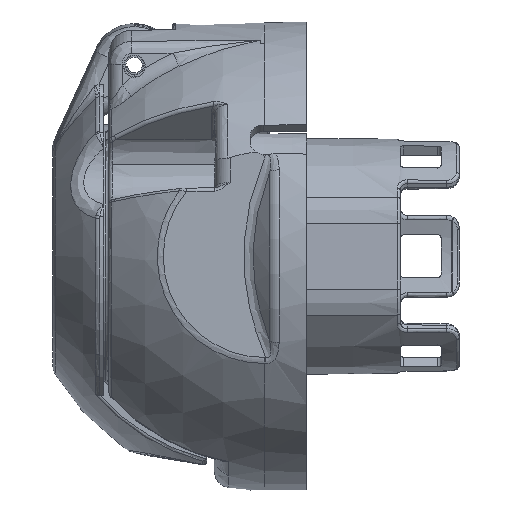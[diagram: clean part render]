
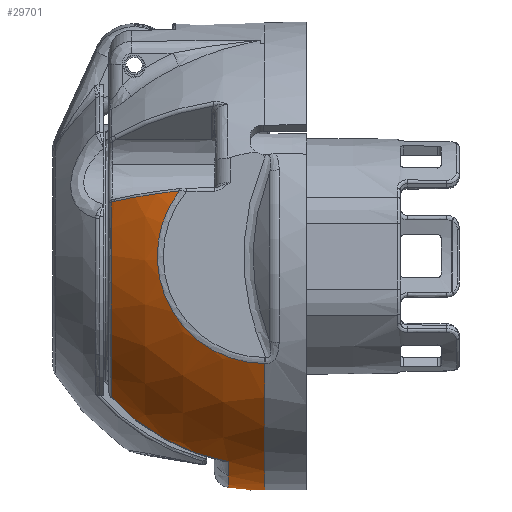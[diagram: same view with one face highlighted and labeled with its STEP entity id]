
A CAD part, left-side view. The second image highlights one B-rep face of the part: STEP entity #29701.
In plain terms, the highlighted spherical face has radius 35.75 mm.
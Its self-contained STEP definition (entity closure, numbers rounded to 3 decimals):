
#8157=CARTESIAN_POINT('',(0.,18.655,0.));
#8158=DIRECTION('',(0.,-1.,0.));
#8159=DIRECTION('',(0.607,0.,-0.794));
#8160=AXIS2_PLACEMENT_3D('',#8157,#8158,#8159);
#8162=CARTESIAN_POINT('',(16.209,-4.891,0.));
#8163=DIRECTION('',(-1.,0.009,0.));
#8164=DIRECTION('',(0.006,0.739,-0.674));
#8165=AXIS2_PLACEMENT_3D('',#8162,#8163,#8164);
#8167=CARTESIAN_POINT('',(-16.209,-4.891,0.));
#8168=DIRECTION('',(1.,0.009,0.));
#8169=DIRECTION('',(-0.002,0.178,-0.984));
#8170=AXIS2_PLACEMENT_3D('',#8167,#8168,#8169);
#8172=CARTESIAN_POINT('',(0.,18.655,0.));
#8173=DIRECTION('',(0.,-1.,0.));
#8174=DIRECTION('',(-0.952,0.,0.307));
#8175=AXIS2_PLACEMENT_3D('',#8172,#8173,#8174);
#8177=CARTESIAN_POINT('',(-25.722,18.655,8.287));
#8178=CARTESIAN_POINT('',(-25.77,18.598,8.296));
#8179=CARTESIAN_POINT('',(-25.866,18.485,8.317));
#8180=CARTESIAN_POINT('',(-26.009,18.313,8.351));
#8181=CARTESIAN_POINT('',(-26.103,18.197,8.376));
#8182=CARTESIAN_POINT('',(-26.149,18.139,8.389));
#8184=CARTESIAN_POINT('',(0.397,-4.737,
1.483));
#8185=DIRECTION('',(0.259,0.009,0.966));
#8186=DIRECTION('',(-0.743,0.64,0.193));
#8187=AXIS2_PLACEMENT_3D('',#8184,#8185,#8186);
#8189=CARTESIAN_POINT('',(-31.778,-4.75,0.));
#8190=DIRECTION('',(1.,0.,0.));
#8191=DIRECTION('',(0.,0.,-1.));
#8192=AXIS2_PLACEMENT_3D('',#8189,#8190,#8191);
#8194=CARTESIAN_POINT('',(0.,-4.75,0.));
#8195=DIRECTION('',(0.,1.,0.));
#8196=DIRECTION('',(-0.07,0.,-0.998));
#8197=AXIS2_PLACEMENT_3D('',#8194,#8195,#8196);
#8199=CARTESIAN_POINT('',(-2.519,-4.728,0.));
#8200=DIRECTION('',(-1.,0.009,0.));
#8201=DIRECTION('',(0.,0.005,-1.));
#8202=AXIS2_PLACEMENT_3D('',#8199,#8200,#8201);
#8204=CARTESIAN_POINT('',(0.,-2.55,0.));
#8205=DIRECTION('',(0.,-1.,0.));
#8206=DIRECTION('',(-0.014,0.,-1.));
#8207=AXIS2_PLACEMENT_3D('',#8204,#8205,#8206);
#8209=CARTESIAN_POINT('',(2.519,-4.728,0.));
#8210=DIRECTION('',(1.,0.009,0.));
#8211=DIRECTION('',(0.,-0.001,-1.));
#8212=AXIS2_PLACEMENT_3D('',#8209,#8210,#8211);
#8214=CARTESIAN_POINT('',(0.,-4.75,0.));
#8215=DIRECTION('',(0.,1.,0.));
#8216=DIRECTION('',(0.889,0.,-0.458));
#8217=AXIS2_PLACEMENT_3D('',#8214,#8215,#8216);
#8219=CARTESIAN_POINT('',(31.778,-4.75,0.));
#8220=DIRECTION('',(-1.,0.,0.));
#8221=DIRECTION('',(0.,0.793,0.61));
#8222=AXIS2_PLACEMENT_3D('',#8219,#8220,#8221);
#8224=CARTESIAN_POINT('',(-0.397,-4.737,
1.483));
#8225=DIRECTION('',(-0.259,0.009,0.966));
#8226=DIRECTION('',(0.901,0.363,0.238));
#8227=AXIS2_PLACEMENT_3D('',#8224,#8225,#8226);
#8229=CARTESIAN_POINT('',(26.149,18.139,8.389));
#8230=CARTESIAN_POINT('',(26.103,18.197,8.376));
#8231=CARTESIAN_POINT('',(26.009,18.313,8.351));
#8232=CARTESIAN_POINT('',(25.866,18.485,8.317));
#8233=CARTESIAN_POINT('',(25.77,18.598,8.296));
#8234=CARTESIAN_POINT('',(25.722,18.655,8.287));
#8330=CARTESIAN_POINT('',(0.,0.787,0.));
#8331=DIRECTION('',(0.,-1.,0.));
#8332=DIRECTION('',(-0.46,0.,-0.888));
#8333=AXIS2_PLACEMENT_3D('',#8330,#8331,#8332);
#9670=CARTESIAN_POINT('',(2.519,-4.75,-35.661));
#9719=CARTESIAN_POINT('',(2.517,-4.533,
-35.661));
#9720=CARTESIAN_POINT('',(2.516,-4.359,
-35.66));
#9721=CARTESIAN_POINT('',(2.467,-4.012,
-35.658));
#9722=CARTESIAN_POINT('',(2.263,-3.528,
-35.659));
#9723=CARTESIAN_POINT('',(1.941,-3.113,
-35.661));
#9724=CARTESIAN_POINT('',(1.523,-2.795,
-35.665));
#9725=CARTESIAN_POINT('',(1.038,-2.595,
-35.671));
#9726=CARTESIAN_POINT('',(0.691,-2.55,-35.676));
#9727=CARTESIAN_POINT('',(0.517,-2.55,-35.678));
#9987=CARTESIAN_POINT('',(-2.519,-4.75,-35.661));
#10171=CARTESIAN_POINT('',(-0.517,-2.55,-35.678));
#10172=CARTESIAN_POINT('',(-0.691,-2.55,-35.676));
#10173=CARTESIAN_POINT('',(-1.038,-2.595,
-35.671));
#10174=CARTESIAN_POINT('',(-1.523,-2.795,
-35.665));
#10175=CARTESIAN_POINT('',(-1.941,-3.113,
-35.661));
#10176=CARTESIAN_POINT('',(-2.263,-3.528,
-35.659));
#10177=CARTESIAN_POINT('',(-2.467,-4.012,
-35.658));
#10178=CARTESIAN_POINT('',(-2.516,-4.359,
-35.66));
#10179=CARTESIAN_POINT('',(-2.517,-4.533,
-35.661));
#15142=CARTESIAN_POINT('',(-16.258,0.787,
-31.354));
#15143=CARTESIAN_POINT('',(16.258,0.787,
-31.354));
#15144=VERTEX_POINT('',#15142);
#15145=VERTEX_POINT('',#15143);
#15166=CARTESIAN_POINT('',(16.414,18.655,
-21.468));
#15167=CARTESIAN_POINT('',(25.722,18.655,8.287));
#15168=VERTEX_POINT('',#15166);
#15169=VERTEX_POINT('',#15167);
#15174=CARTESIAN_POINT('',(-25.722,18.655,
8.287));
#15175=CARTESIAN_POINT('',(-16.414,18.655,
-21.468));
#15176=VERTEX_POINT('',#15174);
#15177=VERTEX_POINT('',#15175);
#15409=CARTESIAN_POINT('',(31.778,-4.75,
-16.378));
#15411=VERTEX_POINT('',#15409);
#15434=CARTESIAN_POINT('',(-31.778,-4.75,
-16.378));
#15435=VERTEX_POINT('',#15434);
#15439=CARTESIAN_POINT('',(31.778,8.231,9.987));
#15440=VERTEX_POINT('',#15439);
#15457=VERTEX_POINT('',#9987);
#15458=VERTEX_POINT('',#9670);
#15466=CARTESIAN_POINT('',(-31.778,8.231,
9.987));
#15467=VERTEX_POINT('',#15466);
#15470=CARTESIAN_POINT('',(-0.517,-2.55,-35.678));
#15472=VERTEX_POINT('',#15470);
#15474=CARTESIAN_POINT('',(-2.517,-4.533,
-35.661));
#15476=VERTEX_POINT('',#15474);
#15479=CARTESIAN_POINT('',(0.517,-2.55,-35.678));
#15481=VERTEX_POINT('',#15479);
#15483=CARTESIAN_POINT('',(2.517,-4.533,
-35.661));
#15485=VERTEX_POINT('',#15483);
#15679=CARTESIAN_POINT('',(-26.149,18.139,
8.389));
#15680=VERTEX_POINT('',#15679);
#15710=VERTEX_POINT('',#8229);
#29660=CARTESIAN_POINT('',(0.,-4.75,0.));
#29661=DIRECTION('',(0.,-1.,0.));
#29662=DIRECTION('',(-1.,0.,0.));
#29663=AXIS2_PLACEMENT_3D('',#29660,#29661,#29662);
#29664=SPHERICAL_SURFACE('',#29663,35.75);
#29666=ORIENTED_EDGE('',*,*,#29665,.F.);
#29668=ORIENTED_EDGE('',*,*,#29667,.T.);
#29670=ORIENTED_EDGE('',*,*,#29669,.F.);
#29672=ORIENTED_EDGE('',*,*,#29671,.T.);
#29674=ORIENTED_EDGE('',*,*,#29673,.F.);
#29676=ORIENTED_EDGE('',*,*,#29675,.T.);
#29678=ORIENTED_EDGE('',*,*,#29677,.T.);
#29679=ORIENTED_EDGE('',*,*,#29650,.F.);
#29681=ORIENTED_EDGE('',*,*,#29680,.F.);
#29683=ORIENTED_EDGE('',*,*,#29682,.F.);
#29685=ORIENTED_EDGE('',*,*,#29684,.F.);
#29686=ORIENTED_EDGE('',*,*,#21048,.T.);
#29688=ORIENTED_EDGE('',*,*,#29687,.F.);
#29690=ORIENTED_EDGE('',*,*,#29689,.F.);
#29692=ORIENTED_EDGE('',*,*,#29691,.F.);
#29694=ORIENTED_EDGE('',*,*,#29693,.F.);
#29696=ORIENTED_EDGE('',*,*,#29695,.T.);
#29698=ORIENTED_EDGE('',*,*,#29697,.T.);
#29699=EDGE_LOOP('',(#29666,#29668,#29670,#29672,#29674,#29676,#29678,#29679,
#29681,#29683,#29685,#29686,#29688,#29690,#29692,#29694,#29696,#29698));
#29700=FACE_OUTER_BOUND('',#29699,.F.);
#29701=ADVANCED_FACE('',(#29700),#29664,.T.);
#8161=CIRCLE('',#8160,27.024);
#8166=CIRCLE('',#8165,31.864);
#8171=CIRCLE('',#8170,31.864);
#8176=CIRCLE('',#8175,27.024);
#8183=B_SPLINE_CURVE_WITH_KNOTS('',3,(#8177,#8178,#8179,#8180,#8181,#8182),
.UNSPECIFIED.,.F.,.F.,(4,1,1,4),(0.,0.333,0.667,1.),
.UNSPECIFIED.);
#8188=CIRCLE('',#8187,35.717);
#8193=CIRCLE('',#8192,16.378);
#8198=CIRCLE('',#8197,35.75);
#8203=CIRCLE('',#8202,35.661);
#8208=CIRCLE('',#8207,35.682);
#8213=CIRCLE('',#8212,35.661);
#8218=CIRCLE('',#8217,35.75);
#8223=CIRCLE('',#8222,16.378);
#8228=CIRCLE('',#8227,35.717);
#8235=B_SPLINE_CURVE_WITH_KNOTS('',3,(#8229,#8230,#8231,#8232,#8233,#8234),
.UNSPECIFIED.,.F.,.F.,(4,1,1,4),(0.,0.333,0.667,1.),
.UNSPECIFIED.);
#8334=CIRCLE('',#8333,35.319);
#9728=B_SPLINE_CURVE_WITH_KNOTS('',3,(#9719,#9720,#9721,#9722,#9723,#9724,#9725,
#9726,#9727),.UNSPECIFIED.,.F.,.F.,(4,1,1,1,1,1,4),(0.,0.167,
0.333,0.5,0.667,0.833,1.),
.UNSPECIFIED.);
#10180=B_SPLINE_CURVE_WITH_KNOTS('',3,(#10171,#10172,#10173,#10174,#10175,
#10176,#10177,#10178,#10179),.UNSPECIFIED.,.F.,.F.,(4,1,1,1,1,1,4),(0.,
0.167,0.333,0.5,0.667,0.833,
1.),.UNSPECIFIED.);
#21048=EDGE_CURVE('',#15472,#15481,#8208,.T.);
#29650=EDGE_CURVE('',#15435,#15467,#8193,.T.);
#29665=EDGE_CURVE('',#15168,#15169,#8161,.T.);
#29667=EDGE_CURVE('',#15168,#15145,#8166,.T.);
#29669=EDGE_CURVE('',#15144,#15145,#8334,.T.);
#29671=EDGE_CURVE('',#15144,#15177,#8171,.T.);
#29673=EDGE_CURVE('',#15176,#15177,#8176,.T.);
#29675=EDGE_CURVE('',#15176,#15680,#8183,.T.);
#29677=EDGE_CURVE('',#15680,#15467,#8188,.T.);
#29680=EDGE_CURVE('',#15457,#15435,#8198,.T.);
#29682=EDGE_CURVE('',#15476,#15457,#8203,.T.);
#29684=EDGE_CURVE('',#15472,#15476,#10180,.T.);
#29687=EDGE_CURVE('',#15485,#15481,#9728,.T.);
#29689=EDGE_CURVE('',#15458,#15485,#8213,.T.);
#29691=EDGE_CURVE('',#15411,#15458,#8218,.T.);
#29693=EDGE_CURVE('',#15440,#15411,#8223,.T.);
#29695=EDGE_CURVE('',#15440,#15710,#8228,.T.);
#29697=EDGE_CURVE('',#15710,#15169,#8235,.T.);
